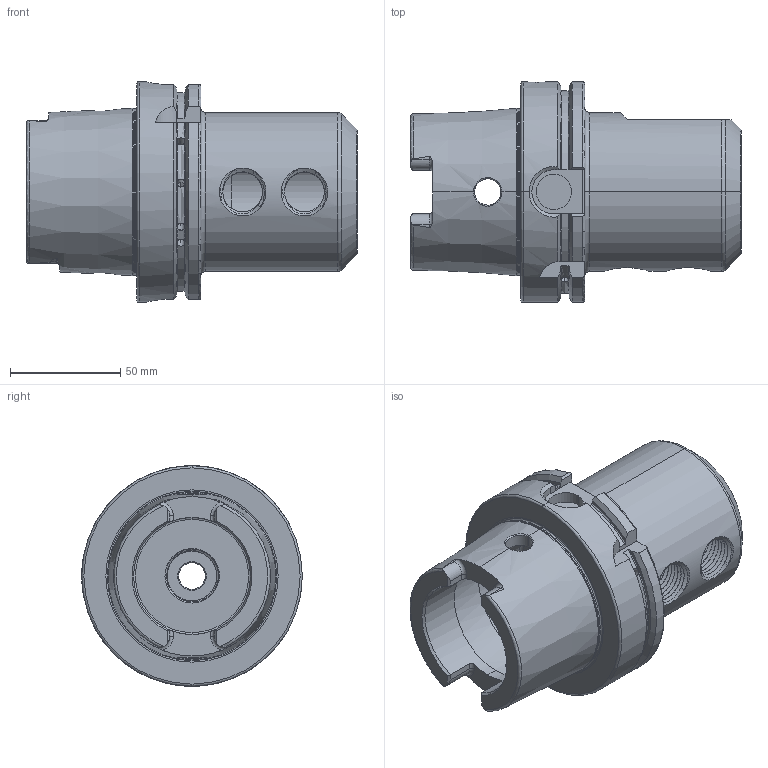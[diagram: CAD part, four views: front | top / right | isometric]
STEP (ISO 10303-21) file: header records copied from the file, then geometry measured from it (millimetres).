
FILE_DESCRIPTION (( 'STEP AP203' ), '1' );
FILE_NAME ('A100.04.32.K.STEP', '2016-10-07T07:39:56', ( '' ), ( '' ), 'SwSTEP 2.0', 'SolidWorks 2012', '' );
FILE_SCHEMA (( 'CONFIG_CONTROL_DESIGN' ));
Products named in the file (1): A100.04.32.K
Bounding box: 150 x 100 x 100 mm (x, y, z)
Volume: 463235.6 mm3; surface area: 77534 mm2
Topology: 1 solids, 1 shells, 315 faces, 885 edges, 567 vertices
Faces by surface type: cylinder 145, plane 51, bspline 44, torus 41, cone 34
Entity records: 40839 total; most frequent: CARTESIAN_POINT 33568, ORIENTED_EDGE 1750, DIRECTION 1241, EDGE_CURVE 875, VERTEX_POINT 567, AXIS2_PLACEMENT_3D 506, EDGE_LOOP 330, FACE_OUTER_BOUND 315
